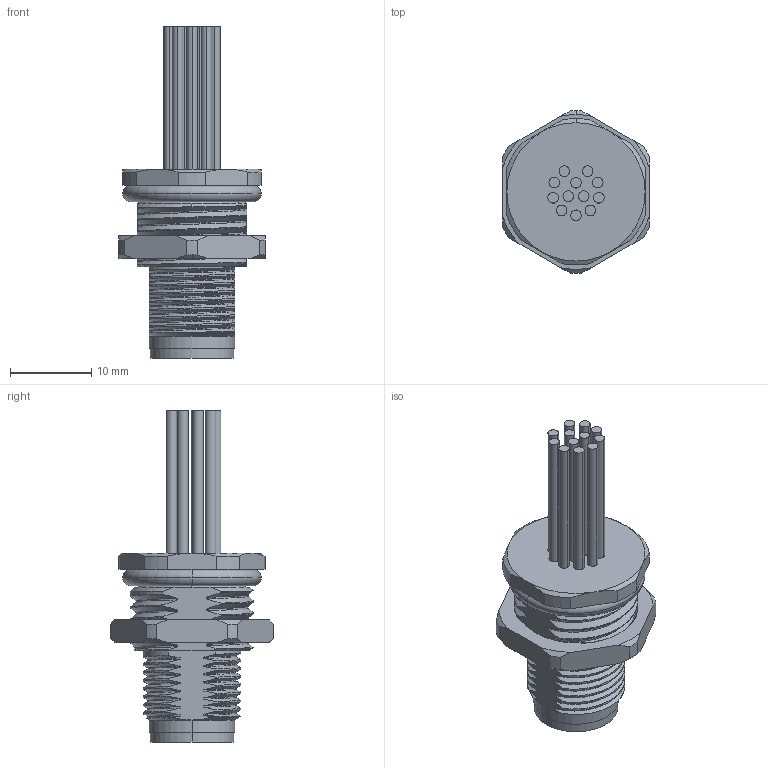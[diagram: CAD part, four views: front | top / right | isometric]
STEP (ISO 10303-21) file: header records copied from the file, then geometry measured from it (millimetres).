
FILE_DESCRIPTION (( 'STEP AP203' ), '1' );
FILE_NAME ('FCF2M12-SA12PSP0002-00.STEP', '2024-08-17T09:27:34', ( '' ), ( '' ), 'SwSTEP 2.0', 'SolidWorks 2021', '' );
FILE_SCHEMA (( 'CONFIG_CONTROL_DESIGN' ));
Products named in the file (1): FCF2M12-SA12PSP0002-00
Bounding box: 18 x 20 x 40.8 mm (x, y, z)
Volume: 3374.2 mm3; surface area: 4618.8 mm2
Topology: 2 solids, 15 shells, 434 faces, 1104 edges, 703 vertices
Faces by surface type: cylinder 168, bspline 92, plane 77, cone 64, sphere 24, torus 9
Entity records: 33412 total; most frequent: CARTESIAN_POINT 23796, ORIENTED_EDGE 2112, DIRECTION 1732, EDGE_CURVE 1056, AXIS2_PLACEMENT_3D 726, VERTEX_POINT 679, EDGE_LOOP 499, FACE_OUTER_BOUND 434
